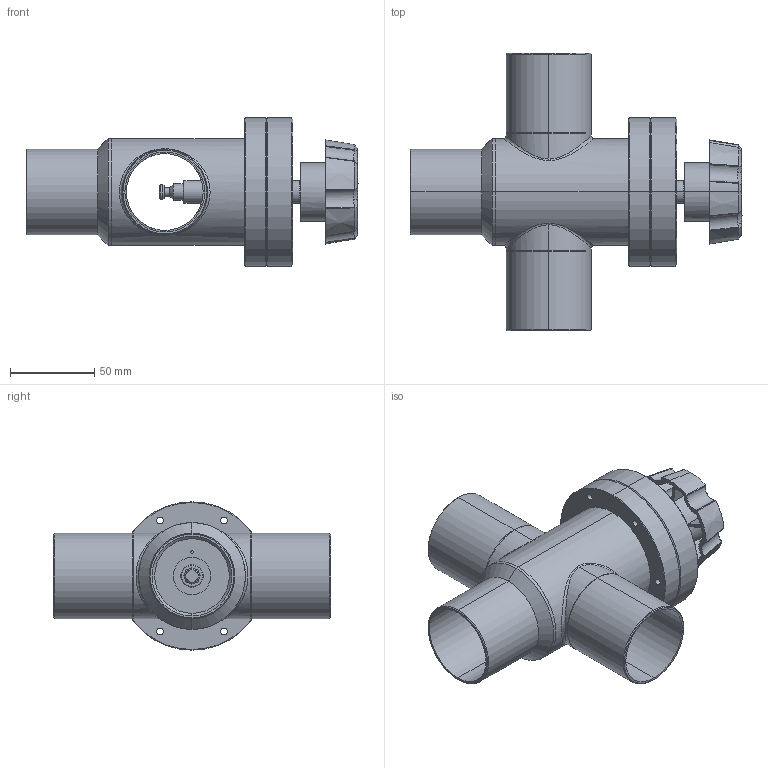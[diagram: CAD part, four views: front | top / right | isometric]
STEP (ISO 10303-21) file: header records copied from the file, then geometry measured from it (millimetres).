
FILE_DESCRIPTION (( 'STEP AP214' ), '1' );
FILE_NAME ('T-2000-H_TEE_VALVE_MANUAL.STEP', '2020-04-29T06:42:47', ( 'admin' ), ( 'Microsoft' ), 'SwSTEP 2.0', 'SolidWorks 2016', '' );
FILE_SCHEMA (( 'AUTOMOTIVE_DESIGN' ));
Length unit declared in the file: inch
Products named in the file (1): T-2000-H_TEE_VALVE_MANUAL
Bounding box: 197.5 x 165.1 x 88.27 mm (x, y, z)
Volume: 267423.8 mm3; surface area: 145490.9 mm2
Topology: 10 solids, 10 shells, 307 faces, 757 edges, 491 vertices
Faces by surface type: cylinder 136, cone 79, plane 74, bspline 18
Entity records: 13676 total; most frequent: CARTESIAN_POINT 6353, ORIENTED_EDGE 1514, DIRECTION 1454, EDGE_CURVE 757, AXIS2_PLACEMENT_3D 611, VERTEX_POINT 491, EDGE_LOOP 374, CIRCLE 321
